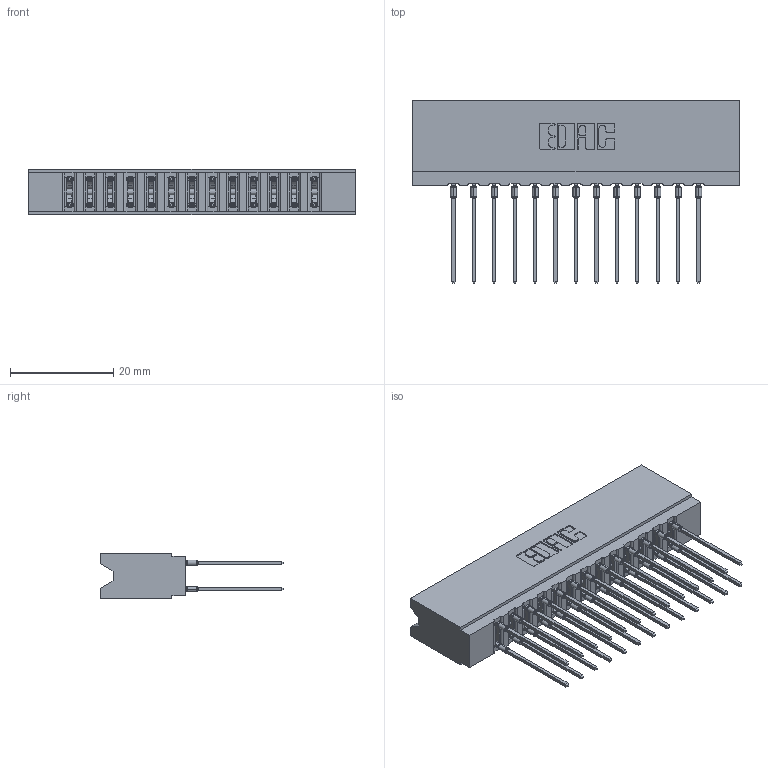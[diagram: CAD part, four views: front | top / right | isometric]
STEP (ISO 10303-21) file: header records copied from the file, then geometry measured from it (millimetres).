
FILE_DESCRIPTION (( 'STEP AP203' ), '1' );
FILE_NAME ('737-026-541-206.STEP', '2020-09-10T22:33:23', ( '' ), ( '' ), 'SwSTEP 2.0', 'SolidWorks 2020', '' );
FILE_SCHEMA (( 'CONFIG_CONTROL_DESIGN' ));
Length unit declared in the file: inch
Products named in the file (3): 737-026-541-206; 737 Part_Insulator Option - 06; 745-292-001_541
Assembly tree (27 placements, depth 2):
  737-026-541-206
    737 Part_Insulator Option - 06
    745-292-001_541  x26
Bounding box: 63.35 x 35.45 x 8.89 mm (x, y, z)
Volume: 6552.9 mm3; surface area: 9473.1 mm2
Topology: 27 solids, 27 shells, 2435 faces, 6549 edges, 4122 vertices
Faces by surface type: plane 1264, bspline 520, cylinder 495, torus 156
Entity records: 26267 total; most frequent: CARTESIAN_POINT 5070, ORIENTED_EDGE 4448, DIRECTION 3908, EDGE_CURVE 2224, VECTOR 1964, LINE 1964, VERTEX_POINT 1422, AXIS2_PLACEMENT_3D 972
